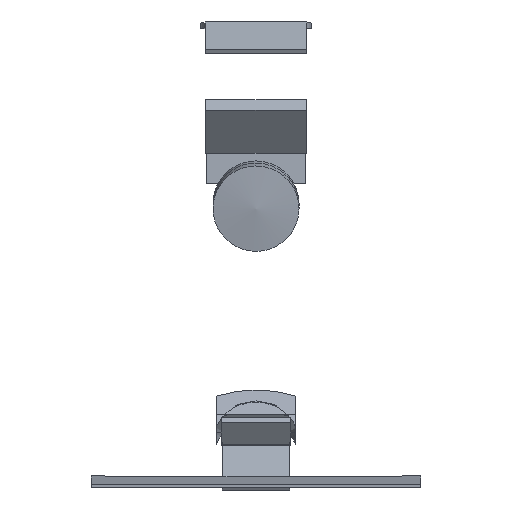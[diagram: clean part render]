
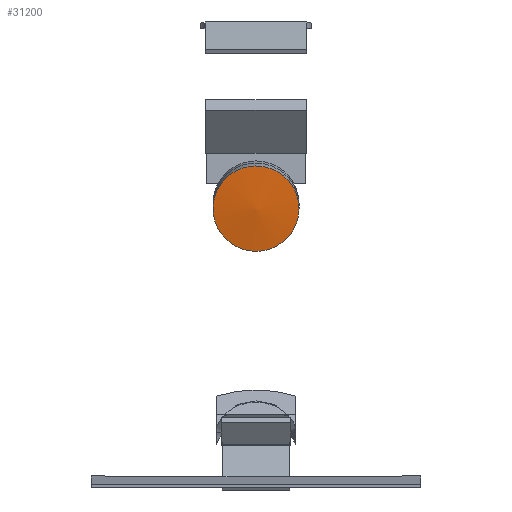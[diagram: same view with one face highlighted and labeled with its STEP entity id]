
A CAD part, front view. The second image highlights one B-rep face of the part: STEP entity #31200.
In plain terms, the highlighted free-form (B-spline) face has degree [2, 2] with [5, 5] control points.
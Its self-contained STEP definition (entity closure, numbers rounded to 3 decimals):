
#30780 = CARTESIAN_POINT ('', (8.1, 157.248, 12070.983));
#30790 = VERTEX_POINT ('', #30780);
#30800 = CARTESIAN_POINT ('', (8.1, 157.248, 12070.983));
#30810 = CARTESIAN_POINT ('', (8.1, 156.199, 12079.015));
#30820 = CARTESIAN_POINT ('', (0., 156.199, 12079.015));
#30830 = CARTESIAN_POINT ('', (-8.1, 156.199, 12079.015));
#30840 = CARTESIAN_POINT ('', (-8.1, 157.248, 12070.983));
#30850 = CARTESIAN_POINT ('', (-8.1, 158.297, 12062.951));
#30860 = CARTESIAN_POINT ('', (0., 158.297, 12062.951));
#30870 = CARTESIAN_POINT ('', (8.1, 158.297, 12062.951));
#30880 = CARTESIAN_POINT ('', (8.1, 157.248, 12070.983));
#30890 = (
   BOUNDED_CURVE ()
   B_SPLINE_CURVE (2, (#30800, #30810, #30820, #30830, #30840, #30850, #30860, #30870, #30880), .UNSPECIFIED., .T., .U.)
   B_SPLINE_CURVE_WITH_KNOTS ((3, 2, 2, 2, 3), (0., 1.571, 3.142, 4.712, 6.283), .UNSPECIFIED.)
   CURVE ()
   GEOMETRIC_REPRESENTATION_ITEM ()
   RATIONAL_B_SPLINE_CURVE ((1., 0.707, 1., 0.707, 1., 0.707, 1., 0.707, 1.))
   REPRESENTATION_ITEM ('')
);
#30900 = EDGE_CURVE ('', #30790, #30790, #30890, .T.);
#30910 = ORIENTED_EDGE ('', *, *, #30900, .T.);
#30920 = EDGE_LOOP ('', (#30910));
#30930 = FACE_OUTER_BOUND ('', #30920, .T.);
#30940 = CARTESIAN_POINT ('', (59.11, 215.307, 12078.567));
#30950 = CARTESIAN_POINT ('', (59.11, 222.963, 12019.956));
#30960 = CARTESIAN_POINT ('', (0., 222.963, 12019.956));
#30970 = CARTESIAN_POINT ('', (-59.11, 222.963, 12019.956));
#30980 = CARTESIAN_POINT ('', (-59.11, 215.307, 12078.567));
#30990 = CARTESIAN_POINT ('', (59.11, 215.307, 12078.567));
#31000 = CARTESIAN_POINT ('', (59.11, 164.351, 12012.299));
#31010 = CARTESIAN_POINT ('', (0., 164.351, 12012.299));
#31020 = CARTESIAN_POINT ('', (-59.11, 164.351, 12012.299));
#31030 = CARTESIAN_POINT ('', (-59.11, 215.307, 12078.567));
#31040 = CARTESIAN_POINT ('', (59.11, 215.307, 12078.567));
#31050 = CARTESIAN_POINT ('', (59.11, 156.695, 12070.911));
#31060 = CARTESIAN_POINT ('', (0., 156.695, 12070.911));
#31070 = CARTESIAN_POINT ('', (-59.11, 156.695, 12070.911));
#31080 = CARTESIAN_POINT ('', (-59.11, 215.307, 12078.567));
#31090 = CARTESIAN_POINT ('', (59.11, 215.307, 12078.567));
#31100 = CARTESIAN_POINT ('', (59.11, 149.039, 12129.523));
#31110 = CARTESIAN_POINT ('', (0., 149.039, 12129.523));
#31120 = CARTESIAN_POINT ('', (-59.11, 149.039, 12129.523));
#31130 = CARTESIAN_POINT ('', (-59.11, 215.307, 12078.567));
#31140 = CARTESIAN_POINT ('', (59.11, 215.307, 12078.567));
#31150 = CARTESIAN_POINT ('', (59.11, 207.65, 12137.179));
#31160 = CARTESIAN_POINT ('', (0., 207.65, 12137.179));
#31170 = CARTESIAN_POINT ('', (-59.11, 207.65, 12137.179));
#31180 = CARTESIAN_POINT ('', (-59.11, 215.307, 12078.567));
#31190 = (
   BOUNDED_SURFACE ()
   B_SPLINE_SURFACE (2, 2, ((#30940, #30950, #30960, #30970, #30980), (#30990, #31000, #31010, #31020, #31030), (#31040, #31050, #31060, #31070, #31080), (#31090, #31100, #31110, #31120, #31130), (#31140, #31150, #31160, #31170, #31180)), .UNSPECIFIED., .F., .F., .U.)
   B_SPLINE_SURFACE_WITH_KNOTS ((3, 2, 3), (3, 2, 3), (0., 0.5, 1.), (0., 0.5, 1.), .UNSPECIFIED.)
   SURFACE ()
   GEOMETRIC_REPRESENTATION_ITEM ()
   RATIONAL_B_SPLINE_SURFACE (((1., 0.707, 1., 0.707, 1.), (0.707, 0.5, 0.707, 0.5, 0.707), (1., 0.707, 1., 0.707, 1.), (0.707, 0.5, 0.707, 0.5, 0.707), (1., 0.707, 1., 0.707, 1.)))
   REPRESENTATION_ITEM ('')
);
#31200 = ADVANCED_FACE ('', (#30930), #31190, .T.);
